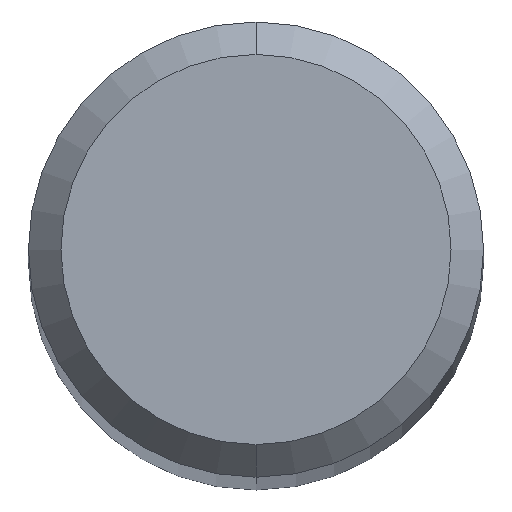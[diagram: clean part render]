
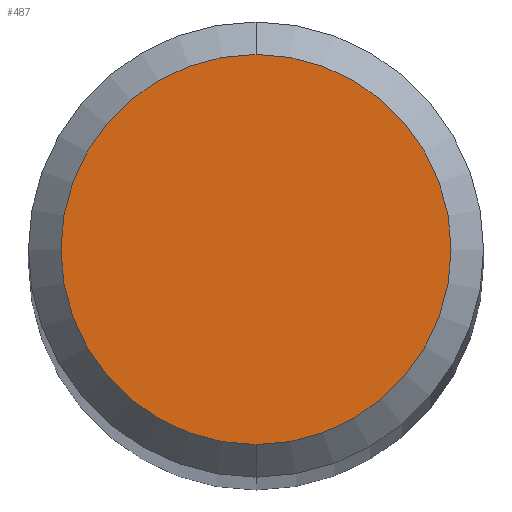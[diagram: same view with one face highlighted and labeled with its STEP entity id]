
A CAD part, top view. The second image highlights one B-rep face of the part: STEP entity #487.
In plain terms, the highlighted planar face has unit normal (0, 0, 1).
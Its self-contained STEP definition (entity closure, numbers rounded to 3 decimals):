
#229=EDGE_CURVE('',#579,#279,#617,.T.);
#279=VERTEX_POINT('',#667);
#421=EDGE_CURVE('',#279,#579,#825,.T.);
#487=ADVANCED_FACE('',(#900),#901,.T.);
#579=VERTEX_POINT('',#1006);
#617=CIRCLE('',#1049,1.8);
#667=CARTESIAN_POINT('',(0.0,1.8,0.0));
#825=CIRCLE('',#1476,1.8);
#900=FACE_OUTER_BOUND('',#1597,.T.);
#901=PLANE('',#1598);
#1006=CARTESIAN_POINT('',(0.,-1.8,0.0));
#1049=AXIS2_PLACEMENT_3D('',#1788,#1789,#1790);
#1476=AXIS2_PLACEMENT_3D('',#1990,#1991,#1992);
#1597=EDGE_LOOP('',(#2089,#2090));
#1598=AXIS2_PLACEMENT_3D('',#2091,#2092,#2093);
#1788=CARTESIAN_POINT('',(0.0,0.0,0.0));
#1789=DIRECTION('',(0.0,0.0,-1.0));
#1790=DIRECTION('',(0.0,1.0,0.0));
#1990=CARTESIAN_POINT('',(0.0,0.0,0.0));
#1991=DIRECTION('',(0.0,0.0,-1.0));
#1992=DIRECTION('',(0.0,1.0,0.0));
#2089=ORIENTED_EDGE('',*,*,#421,.F.);
#2090=ORIENTED_EDGE('',*,*,#229,.F.);
#2091=CARTESIAN_POINT('',(0.0,0.9,0.0));
#2092=DIRECTION('',(-0.0,0.0,1.0));
#2093=DIRECTION('',(0.0,-1.0,0.0));
